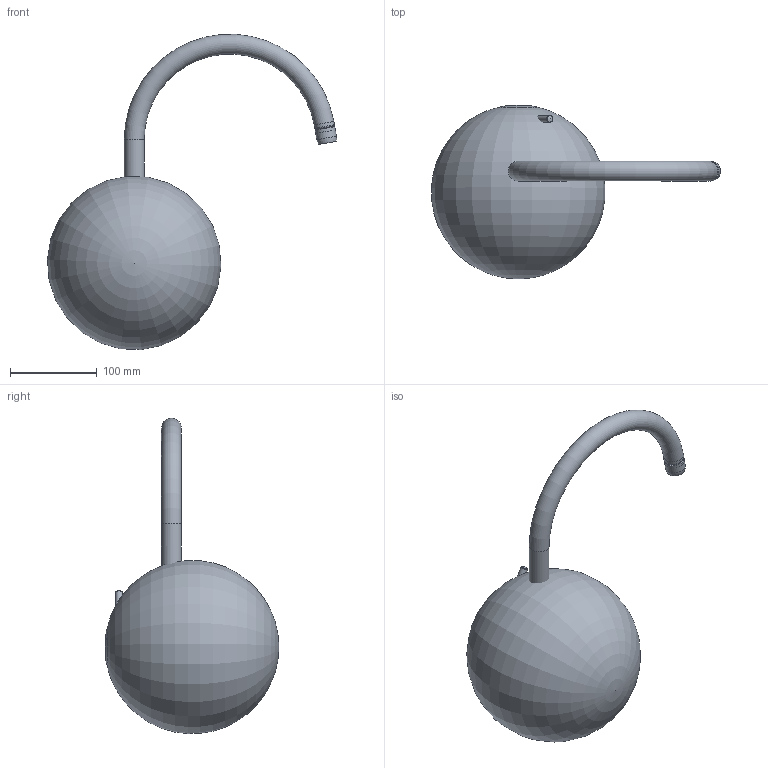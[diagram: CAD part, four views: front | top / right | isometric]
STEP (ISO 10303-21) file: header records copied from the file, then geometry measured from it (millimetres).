
FILE_DESCRIPTION(/* description */ ('Unknown'),/* implementation_level */ '2;1');
FILE_NAME(/* name */ '31234001',/* time_stamp */ '2022-09-09T13:30:46+02:00',/* author */ ('Unknown'),/* organization */ ('GROHE AG'),/* preprocessor_version */ 'ST-DEVELOPER v16.7',/* originating_system */ 'DEX',/* authorisation */ $);
FILE_SCHEMA (('AUTOMOTIVE_DESIGN {1 0 10303 214 3 1 1}'));
Length unit declared in the file: millimetre
Products named in the file (7): 31234001; 62311-42-00; 31234001_0; 31234001_1; 31234001_2; 31234001_3
Assembly tree (6 placements, depth 2):
  31234001
    31234001
    62311-42-00
    31234001_0
    31234001_1
    31234001_2
    31234001_3
Bounding box: 334.14 x 200.89 x 364.34 mm (x, y, z)
Volume: 4643686.8 mm3; surface area: 197697.6 mm2
Topology: 6 solids, 10 shells, 122 faces, 302 edges, 201 vertices
Faces by surface type: plane 37, cylinder 31, cone 26, torus 14, bspline 11, sphere 3
Full cylindrical faces by diameter (mm): 2.7 x1, 8 x1, 18 x1, 18.7 x1, 20 x1, 21 x1, 22 x1, 23 x3, 40 x3, 49.5 x1
Entity records: 8090 total; most frequent: CARTESIAN_POINT 4829, DIRECTION 520, ORIENTED_EDGE 490, EDGE_CURVE 245, AXIS2_PLACEMENT_3D 235, VERTEX_POINT 187, FACE_BOUND 168, EDGE_LOOP 165
